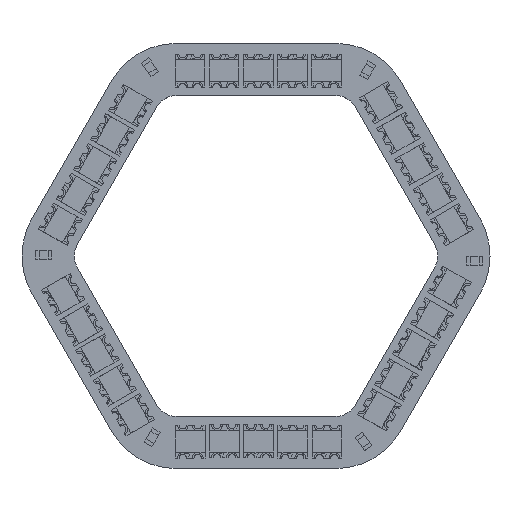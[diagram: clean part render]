
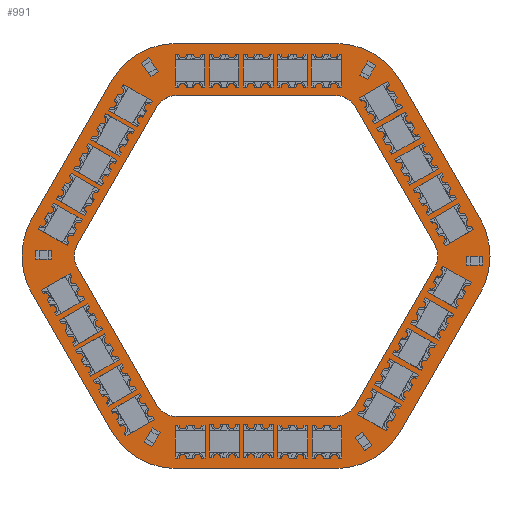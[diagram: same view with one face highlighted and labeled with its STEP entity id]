
A CAD part, top view. The second image highlights one B-rep face of the part: STEP entity #991.
In plain terms, the highlighted planar face has unit normal (0, 0, 1).
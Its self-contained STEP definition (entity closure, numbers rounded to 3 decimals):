
#196 = VERTEX_POINT('',#197);
#197 = CARTESIAN_POINT('',(6.747,19.689,0.276));
#203 = EDGE_CURVE('',#196,#204,#206,.T.);
#204 = VERTEX_POINT('',#205);
#205 = CARTESIAN_POINT('',(6.747,24.689,0.276));
#206 = CIRCLE('',#207,4.999);
#207 = AXIS2_PLACEMENT_3D('',#208,#209,#210);
#208 = CARTESIAN_POINT('',(11.076,22.189,0.276));
#209 = DIRECTION('',(0.,0.,-1.));
#210 = DIRECTION('',(-0.866,-0.5,-0.));
#236 = EDGE_CURVE('',#204,#237,#239,.T.);
#237 = VERTEX_POINT('',#238);
#238 = CARTESIAN_POINT('',(12.092,33.948,0.276));
#239 = LINE('',#240,#241);
#240 = CARTESIAN_POINT('',(6.747,24.689,0.276));
#241 = VECTOR('',#242,1.);
#242 = DIRECTION('',(0.5,0.866,0.));
#267 = EDGE_CURVE('',#237,#268,#270,.T.);
#268 = VERTEX_POINT('',#269);
#269 = CARTESIAN_POINT('',(16.422,36.448,0.276));
#270 = CIRCLE('',#271,5.);
#271 = AXIS2_PLACEMENT_3D('',#272,#273,#274);
#272 = CARTESIAN_POINT('',(16.422,31.448,0.276));
#273 = DIRECTION('',(0.,0.,-1.));
#274 = DIRECTION('',(-0.866,0.5,0.));
#300 = EDGE_CURVE('',#268,#301,#303,.T.);
#301 = VERTEX_POINT('',#302);
#302 = CARTESIAN_POINT('',(27.113,36.448,0.276));
#303 = LINE('',#304,#305);
#304 = CARTESIAN_POINT('',(16.422,36.448,0.276));
#305 = VECTOR('',#306,1.);
#306 = DIRECTION('',(1.,0.,0.));
#331 = EDGE_CURVE('',#301,#332,#334,.T.);
#332 = VERTEX_POINT('',#333);
#333 = CARTESIAN_POINT('',(31.443,33.948,0.276));
#334 = CIRCLE('',#335,5.);
#335 = AXIS2_PLACEMENT_3D('',#336,#337,#338);
#336 = CARTESIAN_POINT('',(27.113,31.448,0.276));
#337 = DIRECTION('',(0.,0.,-1.));
#338 = DIRECTION('',(0.,1.,0.));
#364 = EDGE_CURVE('',#332,#365,#367,.T.);
#365 = VERTEX_POINT('',#366);
#366 = CARTESIAN_POINT('',(36.788,24.689,0.276));
#367 = LINE('',#368,#369);
#368 = CARTESIAN_POINT('',(31.443,33.948,0.276));
#369 = VECTOR('',#370,1.);
#370 = DIRECTION('',(0.5,-0.866,0.));
#395 = EDGE_CURVE('',#365,#396,#398,.T.);
#396 = VERTEX_POINT('',#397);
#397 = CARTESIAN_POINT('',(36.788,19.689,0.276));
#398 = CIRCLE('',#399,4.999);
#399 = AXIS2_PLACEMENT_3D('',#400,#401,#402);
#400 = CARTESIAN_POINT('',(32.459,22.189,0.276));
#401 = DIRECTION('',(0.,0.,-1.));
#402 = DIRECTION('',(0.866,0.5,0.));
#428 = EDGE_CURVE('',#396,#429,#431,.T.);
#429 = VERTEX_POINT('',#430);
#430 = CARTESIAN_POINT('',(31.443,10.431,0.276));
#431 = LINE('',#432,#433);
#432 = CARTESIAN_POINT('',(36.788,19.689,0.276));
#433 = VECTOR('',#434,1.);
#434 = DIRECTION('',(-0.5,-0.866,0.));
#459 = EDGE_CURVE('',#429,#460,#462,.T.);
#460 = VERTEX_POINT('',#461);
#461 = CARTESIAN_POINT('',(27.113,7.931,0.276));
#462 = CIRCLE('',#463,5.);
#463 = AXIS2_PLACEMENT_3D('',#464,#465,#466);
#464 = CARTESIAN_POINT('',(27.113,12.931,0.276));
#465 = DIRECTION('',(0.,0.,-1.));
#466 = DIRECTION('',(0.866,-0.5,0.));
#492 = EDGE_CURVE('',#460,#493,#495,.T.);
#493 = VERTEX_POINT('',#494);
#494 = CARTESIAN_POINT('',(16.422,7.931,0.276));
#495 = LINE('',#496,#497);
#496 = CARTESIAN_POINT('',(27.113,7.931,0.276));
#497 = VECTOR('',#498,1.);
#498 = DIRECTION('',(-1.,0.,0.));
#523 = EDGE_CURVE('',#493,#524,#526,.T.);
#524 = VERTEX_POINT('',#525);
#525 = CARTESIAN_POINT('',(12.092,10.431,0.276));
#526 = CIRCLE('',#527,5.);
#527 = AXIS2_PLACEMENT_3D('',#528,#529,#530);
#528 = CARTESIAN_POINT('',(16.422,12.931,0.276));
#529 = DIRECTION('',(0.,0.,-1.));
#530 = DIRECTION('',(0.,-1.,-0.));
#556 = EDGE_CURVE('',#524,#196,#557,.T.);
#557 = LINE('',#558,#559);
#558 = CARTESIAN_POINT('',(12.092,10.431,0.276));
#559 = VECTOR('',#560,1.);
#560 = DIRECTION('',(-0.5,0.866,0.));
#580 = VERTEX_POINT('',#581);
#581 = CARTESIAN_POINT('',(15.123,12.181,0.276));
#587 = EDGE_CURVE('',#580,#588,#590,.T.);
#588 = VERTEX_POINT('',#589);
#589 = CARTESIAN_POINT('',(9.778,21.439,0.276));
#590 = LINE('',#591,#592);
#591 = CARTESIAN_POINT('',(15.123,12.181,0.276));
#592 = VECTOR('',#593,1.);
#593 = DIRECTION('',(-0.5,0.866,0.));
#620 = VERTEX_POINT('',#621);
#621 = CARTESIAN_POINT('',(16.422,11.431,0.276));
#627 = EDGE_CURVE('',#620,#580,#628,.T.);
#628 = CIRCLE('',#629,1.5);
#629 = AXIS2_PLACEMENT_3D('',#630,#631,#632);
#630 = CARTESIAN_POINT('',(16.422,12.931,0.276));
#631 = DIRECTION('',(0.,0.,-1.));
#632 = DIRECTION('',(0.,-1.,-0.));
#653 = VERTEX_POINT('',#654);
#654 = CARTESIAN_POINT('',(27.113,11.431,0.276));
#660 = EDGE_CURVE('',#653,#620,#661,.T.);
#661 = LINE('',#662,#663);
#662 = CARTESIAN_POINT('',(27.113,11.431,0.276));
#663 = VECTOR('',#664,1.);
#664 = DIRECTION('',(-1.,0.,0.));
#684 = VERTEX_POINT('',#685);
#685 = CARTESIAN_POINT('',(28.412,12.181,0.276));
#691 = EDGE_CURVE('',#684,#653,#692,.T.);
#692 = CIRCLE('',#693,1.5);
#693 = AXIS2_PLACEMENT_3D('',#694,#695,#696);
#694 = CARTESIAN_POINT('',(27.113,12.931,0.276));
#695 = DIRECTION('',(0.,0.,-1.));
#696 = DIRECTION('',(0.866,-0.5,0.));
#717 = VERTEX_POINT('',#718);
#718 = CARTESIAN_POINT('',(33.757,21.439,0.276));
#724 = EDGE_CURVE('',#717,#684,#725,.T.);
#725 = LINE('',#726,#727);
#726 = CARTESIAN_POINT('',(33.757,21.439,0.276));
#727 = VECTOR('',#728,1.);
#728 = DIRECTION('',(-0.5,-0.866,0.));
#748 = VERTEX_POINT('',#749);
#749 = CARTESIAN_POINT('',(33.757,22.939,0.276));
#755 = EDGE_CURVE('',#748,#717,#756,.T.);
#756 = CIRCLE('',#757,1.5);
#757 = AXIS2_PLACEMENT_3D('',#758,#759,#760);
#758 = CARTESIAN_POINT('',(32.458,22.189,0.276));
#759 = DIRECTION('',(0.,0.,-1.));
#760 = DIRECTION('',(0.866,0.5,0.));
#781 = VERTEX_POINT('',#782);
#782 = CARTESIAN_POINT('',(28.412,32.198,0.276));
#788 = EDGE_CURVE('',#781,#748,#789,.T.);
#789 = LINE('',#790,#791);
#790 = CARTESIAN_POINT('',(28.412,32.198,0.276));
#791 = VECTOR('',#792,1.);
#792 = DIRECTION('',(0.5,-0.866,0.));
#812 = VERTEX_POINT('',#813);
#813 = CARTESIAN_POINT('',(27.113,32.948,0.276));
#819 = EDGE_CURVE('',#812,#781,#820,.T.);
#820 = CIRCLE('',#821,1.5);
#821 = AXIS2_PLACEMENT_3D('',#822,#823,#824);
#822 = CARTESIAN_POINT('',(27.113,31.448,0.276));
#823 = DIRECTION('',(0.,0.,-1.));
#824 = DIRECTION('',(0.,1.,0.));
#845 = VERTEX_POINT('',#846);
#846 = CARTESIAN_POINT('',(16.422,32.948,0.276));
#852 = EDGE_CURVE('',#845,#812,#853,.T.);
#853 = LINE('',#854,#855);
#854 = CARTESIAN_POINT('',(16.422,32.948,0.276));
#855 = VECTOR('',#856,1.);
#856 = DIRECTION('',(1.,0.,0.));
#876 = VERTEX_POINT('',#877);
#877 = CARTESIAN_POINT('',(15.123,32.198,0.276));
#883 = EDGE_CURVE('',#876,#845,#884,.T.);
#884 = CIRCLE('',#885,1.5);
#885 = AXIS2_PLACEMENT_3D('',#886,#887,#888);
#886 = CARTESIAN_POINT('',(16.422,31.448,0.276));
#887 = DIRECTION('',(0.,0.,-1.));
#888 = DIRECTION('',(-0.866,0.5,0.));
#909 = VERTEX_POINT('',#910);
#910 = CARTESIAN_POINT('',(9.778,22.939,0.276));
#916 = EDGE_CURVE('',#909,#876,#917,.T.);
#917 = LINE('',#918,#919);
#918 = CARTESIAN_POINT('',(9.778,22.939,0.276));
#919 = VECTOR('',#920,1.);
#920 = DIRECTION('',(0.5,0.866,0.));
#938 = EDGE_CURVE('',#588,#909,#939,.T.);
#939 = CIRCLE('',#940,1.5);
#940 = AXIS2_PLACEMENT_3D('',#941,#942,#943);
#941 = CARTESIAN_POINT('',(11.077,22.189,0.276));
#942 = DIRECTION('',(0.,0.,-1.));
#943 = DIRECTION('',(-0.866,-0.5,-0.));
#991 = ADVANCED_FACE('',(#992,#1006),#1020,.F.);
#992 = FACE_BOUND('',#993,.F.);
#993 = EDGE_LOOP('',(#994,#995,#996,#997,#998,#999,#1000,#1001,#1002,
    #1003,#1004,#1005));
#994 = ORIENTED_EDGE('',*,*,#203,.T.);
#995 = ORIENTED_EDGE('',*,*,#236,.T.);
#996 = ORIENTED_EDGE('',*,*,#267,.T.);
#997 = ORIENTED_EDGE('',*,*,#300,.T.);
#998 = ORIENTED_EDGE('',*,*,#331,.T.);
#999 = ORIENTED_EDGE('',*,*,#364,.T.);
#1000 = ORIENTED_EDGE('',*,*,#395,.T.);
#1001 = ORIENTED_EDGE('',*,*,#428,.T.);
#1002 = ORIENTED_EDGE('',*,*,#459,.T.);
#1003 = ORIENTED_EDGE('',*,*,#492,.T.);
#1004 = ORIENTED_EDGE('',*,*,#523,.T.);
#1005 = ORIENTED_EDGE('',*,*,#556,.T.);
#1006 = FACE_BOUND('',#1007,.F.);
#1007 = EDGE_LOOP('',(#1008,#1009,#1010,#1011,#1012,#1013,#1014,#1015,
    #1016,#1017,#1018,#1019));
#1008 = ORIENTED_EDGE('',*,*,#587,.F.);
#1009 = ORIENTED_EDGE('',*,*,#627,.F.);
#1010 = ORIENTED_EDGE('',*,*,#660,.F.);
#1011 = ORIENTED_EDGE('',*,*,#691,.F.);
#1012 = ORIENTED_EDGE('',*,*,#724,.F.);
#1013 = ORIENTED_EDGE('',*,*,#755,.F.);
#1014 = ORIENTED_EDGE('',*,*,#788,.F.);
#1015 = ORIENTED_EDGE('',*,*,#819,.F.);
#1016 = ORIENTED_EDGE('',*,*,#852,.F.);
#1017 = ORIENTED_EDGE('',*,*,#883,.F.);
#1018 = ORIENTED_EDGE('',*,*,#916,.F.);
#1019 = ORIENTED_EDGE('',*,*,#938,.F.);
#1020 = PLANE('',#1021);
#1021 = AXIS2_PLACEMENT_3D('',#1022,#1023,#1024);
#1022 = CARTESIAN_POINT('',(21.768,22.189,0.276));
#1023 = DIRECTION('',(-0.,-0.,-1.));
#1024 = DIRECTION('',(-1.,0.,0.));
